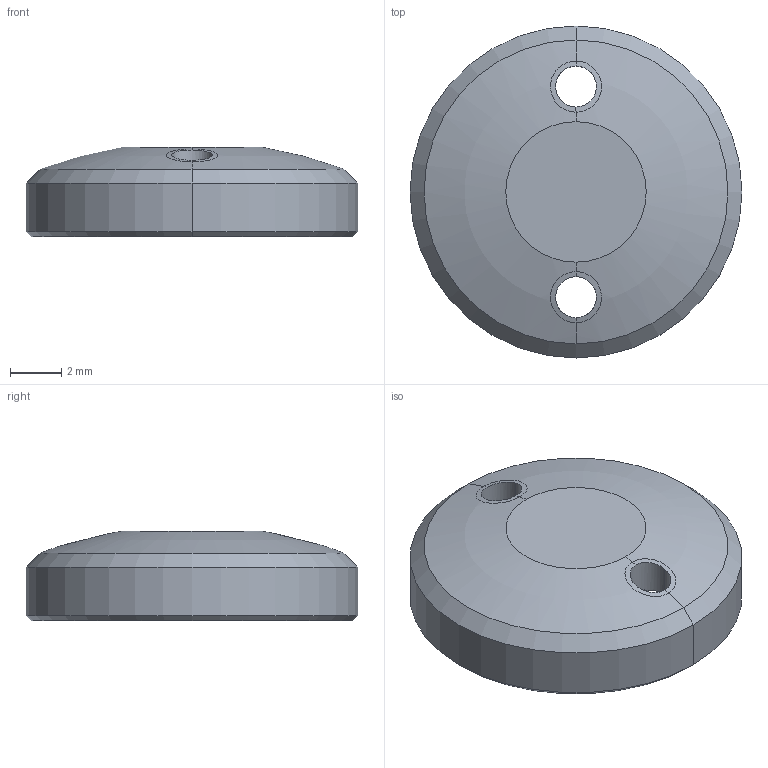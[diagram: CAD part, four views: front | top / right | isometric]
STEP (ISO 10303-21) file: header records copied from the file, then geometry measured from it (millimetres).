
FILE_DESCRIPTION((''),'2;1');
FILE_NAME('IC_021_P_200','2025-03-20T09:25:45',('lprotopapa'),(''),'CREO PARAMETRIC BY PTC INC, 2024094','CREO PARAMETRIC BY PTC INC, 2024094','');
FILE_SCHEMA(('CONFIG_CONTROL_DESIGN'));
Length unit declared in the file: millimetre
Products named in the file (1): IC_021_P_200
Bounding box: 13 x 13 x 3.5 mm (x, y, z)
Volume: 184.1 mm3; surface area: 444.6 mm2
Topology: 1 solids, 3 shells, 28 faces, 84 edges, 56 vertices
Faces by surface type: cylinder 12, cone 8, plane 4, sphere 2, torus 2
Entity records: 1166 total; most frequent: CARTESIAN_POINT 376, DIRECTION 158, ORIENTED_EDGE 150, EDGE_CURVE 84, AXIS2_PLACEMENT_3D 69, VERTEX_POINT 56, CIRCLE 40, EDGE_LOOP 30
